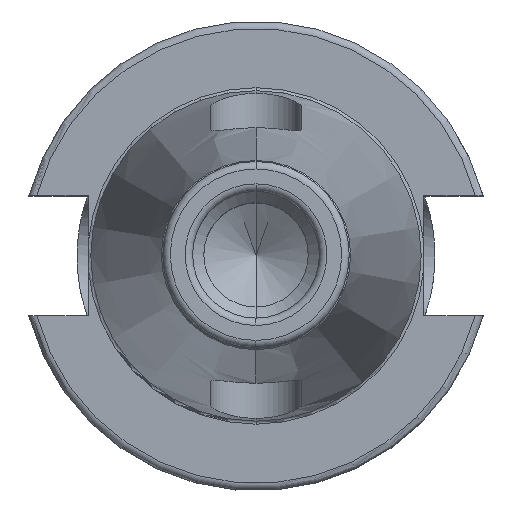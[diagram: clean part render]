
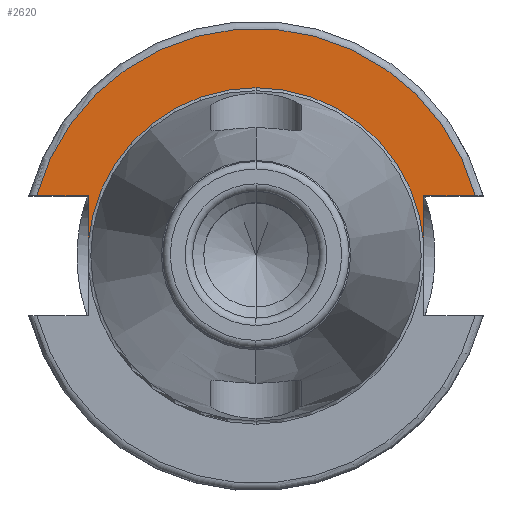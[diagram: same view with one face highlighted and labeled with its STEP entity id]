
A CAD part, top view. The second image highlights one B-rep face of the part: STEP entity #2620.
In plain terms, the highlighted planar face has unit normal (0, 0, 1).
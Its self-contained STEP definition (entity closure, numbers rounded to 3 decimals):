
#670=CARTESIAN_POINT('',(0,0,10));
#671=DIRECTION('',(0,0,1));
#672=DIRECTION('',(0,1,0));
#673=AXIS2_PLACEMENT_3D('',#670,#671,#672);
#990=DIRECTION('',(0,1,0));
#991=VECTOR('',#990,6.317);
#992=CARTESIAN_POINT('',(-22.5,1.733,10));
#993=LINE('',#992,#991);
#994=DIRECTION('',(1,0,0));
#995=VECTOR('',#994,6.918);
#996=CARTESIAN_POINT('',(-29.418,8.05,10));
#997=LINE('',#996,#995);
#998=DIRECTION('',(-1,0,0));
#999=VECTOR('',#998,6.918);
#1000=CARTESIAN_POINT('',(29.418,8.05,10));
#1001=LINE('',#1000,#999);
#1002=DIRECTION('',(0,-1,0));
#1003=VECTOR('',#1002,6.317);
#1004=CARTESIAN_POINT('',(22.5,8.05,10));
#1005=LINE('',#1004,#1003);
#1020=CARTESIAN_POINT('',(0,0,10));
#1021=DIRECTION('',(0,0,-1));
#1022=DIRECTION('',(0,1,0));
#1023=AXIS2_PLACEMENT_3D('',#1020,#1021,#1022);
#1059=CARTESIAN_POINT('',(0,0,10));
#1060=DIRECTION('',(0,0,1));
#1061=DIRECTION('',(0.965,0.264,0));
#1062=AXIS2_PLACEMENT_3D('',#1059,#1060,#1061);
#1191=CARTESIAN_POINT('',(0,22.567,10));
#1193=VERTEX_POINT('',#1191);
#1307=CARTESIAN_POINT('',(-22.5,1.733,10));
#1308=CARTESIAN_POINT('',(-22.5,8.05,10));
#1309=VERTEX_POINT('',#1307);
#1310=VERTEX_POINT('',#1308);
#1311=CARTESIAN_POINT('',(-29.418,8.05,10));
#1312=VERTEX_POINT('',#1311);
#1313=CARTESIAN_POINT('',(22.5,8.05,10));
#1314=CARTESIAN_POINT('',(22.5,1.733,10));
#1315=VERTEX_POINT('',#1313);
#1316=VERTEX_POINT('',#1314);
#1323=CARTESIAN_POINT('',(29.418,8.05,10));
#1324=VERTEX_POINT('',#1323);
#2604=CARTESIAN_POINT('',(0,0,10));
#2605=DIRECTION('',(0,0,-1));
#2606=DIRECTION('',(0,-1,0));
#2607=AXIS2_PLACEMENT_3D('',#2604,#2605,#2606);
#2608=PLANE('',#2607);
#2609=ORIENTED_EDGE('',*,*,#2253,.T.);
#2610=ORIENTED_EDGE('',*,*,#2444,.F.);
#2612=ORIENTED_EDGE('',*,*,#2611,.F.);
#2613=ORIENTED_EDGE('',*,*,#2564,.T.);
#2614=ORIENTED_EDGE('',*,*,#2548,.T.);
#2616=ORIENTED_EDGE('',*,*,#2615,.F.);
#2617=ORIENTED_EDGE('',*,*,#2230,.T.);
#2618=EDGE_LOOP('',(#2609,#2610,#2612,#2613,#2614,#2616,#2617));
#2619=FACE_OUTER_BOUND('',#2618,.F.);
#2620=ADVANCED_FACE('',(#2619),#2608,.F.);
#674=CIRCLE('',#673,22.567);
#1024=CIRCLE('',#1023,22.567);
#1063=CIRCLE('',#1062,30.5);
#2230=EDGE_CURVE('',#1193,#1309,#674,.T.);
#2253=EDGE_CURVE('',#1309,#1310,#993,.T.);
#2444=EDGE_CURVE('',#1312,#1310,#997,.T.);
#2548=EDGE_CURVE('',#1315,#1316,#1005,.T.);
#2564=EDGE_CURVE('',#1324,#1315,#1001,.T.);
#2611=EDGE_CURVE('',#1324,#1312,#1063,.T.);
#2615=EDGE_CURVE('',#1193,#1316,#1024,.T.);
